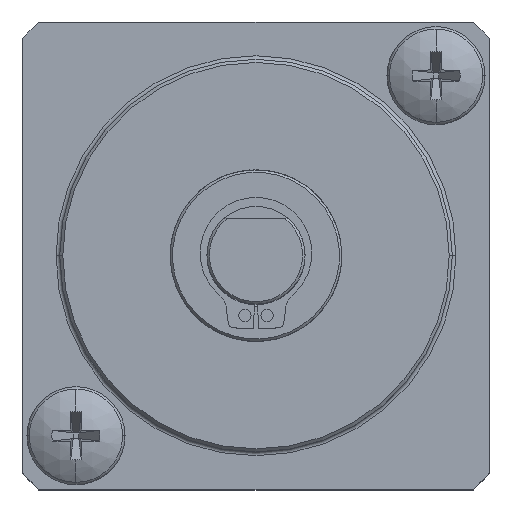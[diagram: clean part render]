
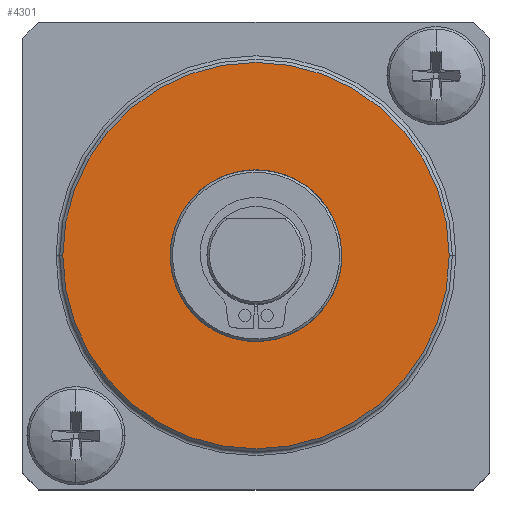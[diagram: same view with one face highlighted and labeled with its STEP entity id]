
A CAD part, top view. The second image highlights one B-rep face of the part: STEP entity #4301.
In plain terms, the highlighted face is planar.
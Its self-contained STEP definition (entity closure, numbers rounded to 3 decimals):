
#577 = DIRECTION ( 'NONE',  ( 1., 0., 0. ) ) ;
#883 = DIRECTION ( 'NONE',  ( 1., 0., 0. ) ) ;
#1278 = FACE_OUTER_BOUND ( 'NONE', #18416, .T. ) ;
#1327 = CIRCLE ( 'NONE', #20970, 15.75 ) ;
#1710 = ORIENTED_EDGE ( 'NONE', *, *, #21309, .T. ) ;
#2771 = DIRECTION ( 'NONE',  ( 1., 0., 0. ) ) ;
#3375 = EDGE_CURVE ( 'NONE', #4442, #5476, #1327, .T. ) ;
#4301 = ADVANCED_FACE ( 'NONE', ( #1278, #20304 ), #22942, .F. ) ;
#4412 = VERTEX_POINT ( 'NONE', #15968 ) ;
#4442 = VERTEX_POINT ( 'NONE', #8694 ) ;
#5055 = AXIS2_PLACEMENT_3D ( 'NONE', #21167, #13771, #2771 ) ;
#5476 = VERTEX_POINT ( 'NONE', #8085 ) ;
#5705 = DIRECTION ( 'NONE',  ( 0., 0., -1. ) ) ;
#6940 = EDGE_CURVE ( 'NONE', #5476, #4442, #17516, .T. ) ;
#7297 = EDGE_LOOP ( 'NONE', ( #1710, #13404 ) ) ;
#7707 = CARTESIAN_POINT ( 'NONE',  ( 0., 0., -6.25 ) ) ;
#7738 = AXIS2_PLACEMENT_3D ( 'NONE', #7707, #20646, #9560 ) ;
#8085 = CARTESIAN_POINT ( 'NONE',  ( -15.75, 0., -6.25 ) ) ;
#8337 = CIRCLE ( 'NONE', #20467, 7. ) ;
#8694 = CARTESIAN_POINT ( 'NONE',  ( 15.75, 0., -6.25 ) ) ;
#9560 = DIRECTION ( 'NONE',  ( 1., 0., 0. ) ) ;
#11550 = DIRECTION ( 'NONE',  ( 0., 0., 1. ) ) ;
#11862 = DIRECTION ( 'NONE',  ( 0., 0., 1. ) ) ;
#13150 = AXIS2_PLACEMENT_3D ( 'NONE', #22658, #11550, #577 ) ;
#13211 = CARTESIAN_POINT ( 'NONE',  ( 7., 0., -6.25 ) ) ;
#13404 = ORIENTED_EDGE ( 'NONE', *, *, #19833, .T. ) ;
#13771 = DIRECTION ( 'NONE',  ( 0., 0., 1. ) ) ;
#14209 = VERTEX_POINT ( 'NONE', #13211 ) ;
#15873 = ORIENTED_EDGE ( 'NONE', *, *, #3375, .T. ) ;
#15968 = CARTESIAN_POINT ( 'NONE',  ( -7., 0., -6.25 ) ) ;
#16748 = CARTESIAN_POINT ( 'NONE',  ( 0., 0., -6.25 ) ) ;
#17516 = CIRCLE ( 'NONE', #7738, 15.75 ) ;
#18053 = ORIENTED_EDGE ( 'NONE', *, *, #6940, .T. ) ;
#18416 = EDGE_LOOP ( 'NONE', ( #15873, #18053 ) ) ;
#18615 = DIRECTION ( 'NONE',  ( 1., 0., 0. ) ) ;
#19833 = EDGE_CURVE ( 'NONE', #4412, #14209, #22194, .T. ) ;
#20304 = FACE_BOUND ( 'NONE', #7297, .T. ) ;
#20467 = AXIS2_PLACEMENT_3D ( 'NONE', #22959, #11862, #883 ) ;
#20646 = DIRECTION ( 'NONE',  ( 0., 0., -1. ) ) ;
#20970 = AXIS2_PLACEMENT_3D ( 'NONE', #16748, #5705, #18615 ) ;
#21167 = CARTESIAN_POINT ( 'NONE',  ( 0., 0., -6.25 ) ) ;
#21309 = EDGE_CURVE ( 'NONE', #14209, #4412, #8337, .T. ) ;
#22194 = CIRCLE ( 'NONE', #13150, 7. ) ;
#22658 = CARTESIAN_POINT ( 'NONE',  ( 0., 0., -6.25 ) ) ;
#22942 = PLANE ( 'NONE',  #5055 ) ;
#22959 = CARTESIAN_POINT ( 'NONE',  ( 0., 0., -6.25 ) ) ;
